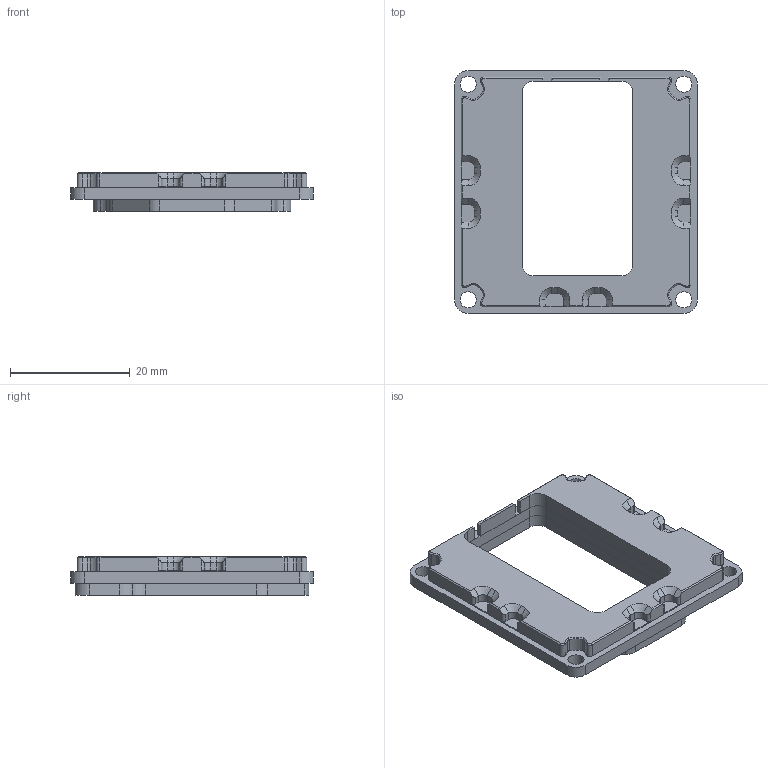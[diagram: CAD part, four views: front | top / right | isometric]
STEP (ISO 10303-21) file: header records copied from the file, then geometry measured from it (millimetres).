
FILE_DESCRIPTION(/* description */ ('VariCAD 2015-2.06 AP-214'),/* implementation_level */ '2;1');
FILE_NAME(/* name */ '0393-12-44.stp',/* time_stamp */ '2016-04-30T15:45:44-06:00',/* author */ (''),/* organization */ (''),/* preprocessor_version */ 'ST-DEVELOPER v14',/* originating_system */ 'VariCAD 2015-2.06; kernel version (20130303)',/* authorisation */ '');
FILE_SCHEMA (('AUTOMOTIVE_DESIGN'));
Length unit declared in the file: millimetre
Products named in the file (2): 0393-12-44; 393-12-44
Assembly tree (1 placements, depth 2):
  0393-12-44
    393-12-44
Bounding box: 40.5 x 40.5 x 6.5 mm (x, y, z)
Volume: 4932 mm3; surface area: 3696.1 mm2
Topology: 1 solids, 1 shells, 249 faces, 660 edges, 414 vertices
Faces by surface type: plane 139, cylinder 78, cone 32
Entity records: 7848 total; most frequent: CARTESIAN_POINT 1519, DIRECTION 1322, ORIENTED_EDGE 1320, EDGE_CURVE 660, LINE 456, VECTOR 456, AXIS2_PLACEMENT_3D 433, VERTEX_POINT 414
